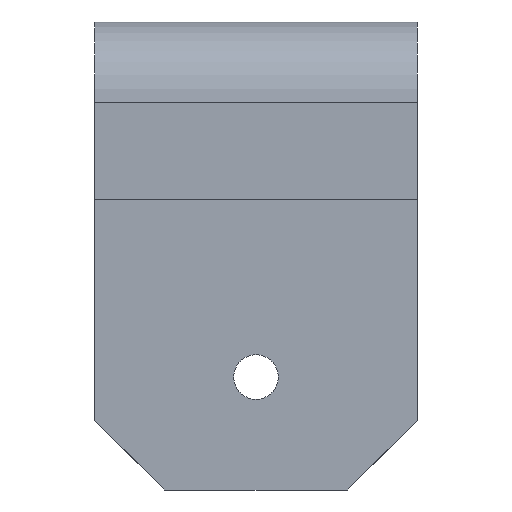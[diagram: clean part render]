
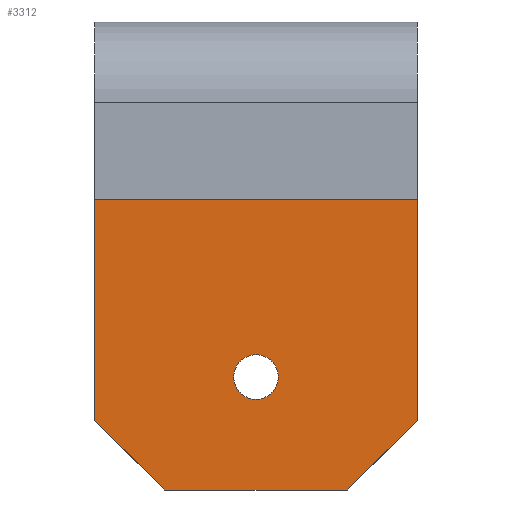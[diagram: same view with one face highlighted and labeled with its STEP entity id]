
A CAD part, front view. The second image highlights one B-rep face of the part: STEP entity #3312.
In plain terms, the highlighted planar face has unit normal (0, -1, 0).
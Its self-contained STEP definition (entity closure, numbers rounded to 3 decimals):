
#95 = LINE ( 'NONE', #3858, #2069 ) ;
#121 = EDGE_CURVE ( 'NONE', #960, #998, #95, .T. ) ;
#168 = DIRECTION ( 'NONE',  ( -1., 0., 0. ) ) ;
#173 = DIRECTION ( 'NONE',  ( 0., -1., 0. ) ) ;
#213 = AXIS2_PLACEMENT_3D ( 'NONE', #1665, #5455, #5896 ) ;
#300 = VERTEX_POINT ( 'NONE', #890 ) ;
#421 = LINE ( 'NONE', #3166, #3340 ) ;
#477 = EDGE_CURVE ( 'NONE', #5286, #1161, #421, .T. ) ;
#495 = VECTOR ( 'NONE', #2474, 1000. ) ;
#503 = ORIENTED_EDGE ( 'NONE', *, *, #3696, .T. ) ;
#540 = CARTESIAN_POINT ( 'NONE',  ( 17., -57., -64.5 ) ) ;
#657 = DIRECTION ( 'NONE',  ( 0., 0., 1. ) ) ;
#816 = DIRECTION ( 'NONE',  ( 0.707, 0., -0.707 ) ) ;
#890 = CARTESIAN_POINT ( 'NONE',  ( 0., -57., -39.35 ) ) ;
#960 = VERTEX_POINT ( 'NONE', #6004 ) ;
#998 = VERTEX_POINT ( 'NONE', #3381 ) ;
#1009 = CARTESIAN_POINT ( 'NONE',  ( -30., -57., -10.5 ) ) ;
#1048 = DIRECTION ( 'NONE',  ( 0.707, 0., 0.707 ) ) ;
#1161 = VERTEX_POINT ( 'NONE', #1783 ) ;
#1275 = CARTESIAN_POINT ( 'NONE',  ( 30., -57., -10.5 ) ) ;
#1317 = EDGE_CURVE ( 'NONE', #960, #4047, #2213, .T. ) ;
#1348 = CIRCLE ( 'NONE', #1967, 4.15 ) ;
#1457 = ORIENTED_EDGE ( 'NONE', *, *, #121, .T. ) ;
#1535 = VERTEX_POINT ( 'NONE', #5475 ) ;
#1584 = CIRCLE ( 'NONE', #3176, 4.15 ) ;
#1638 = EDGE_CURVE ( 'NONE', #300, #1535, #1348, .T. ) ;
#1665 = CARTESIAN_POINT ( 'NONE',  ( 30., -57., -10.5 ) ) ;
#1683 = CARTESIAN_POINT ( 'NONE',  ( 0., -57., -43.5 ) ) ;
#1783 = CARTESIAN_POINT ( 'NONE',  ( -17., -57., -64.5 ) ) ;
#1873 = VECTOR ( 'NONE', #168, 1000. ) ;
#1911 = EDGE_CURVE ( 'NONE', #6062, #1161, #4769, .T. ) ;
#1967 = AXIS2_PLACEMENT_3D ( 'NONE', #2547, #173, #657 ) ;
#2069 = VECTOR ( 'NONE', #5259, 1000. ) ;
#2111 = VECTOR ( 'NONE', #2241, 1000. ) ;
#2213 = LINE ( 'NONE', #1275, #2111 ) ;
#2241 = DIRECTION ( 'NONE',  ( 0., 0., -1. ) ) ;
#2474 = DIRECTION ( 'NONE',  ( 0., 0., -1. ) ) ;
#2515 = LINE ( 'NONE', #3976, #5913 ) ;
#2547 = CARTESIAN_POINT ( 'NONE',  ( 0., -57., -43.5 ) ) ;
#2619 = PLANE ( 'NONE',  #213 ) ;
#3166 = CARTESIAN_POINT ( 'NONE',  ( -17., -57., -64.5 ) ) ;
#3176 = AXIS2_PLACEMENT_3D ( 'NONE', #1683, #3678, #5546 ) ;
#3312 = ADVANCED_FACE ( 'NONE', ( #4537, #4027 ), #2619, .F. ) ;
#3340 = VECTOR ( 'NONE', #816, 1000. ) ;
#3381 = CARTESIAN_POINT ( 'NONE',  ( -30., -57., -10.5 ) ) ;
#3420 = ORIENTED_EDGE ( 'NONE', *, *, #3584, .F. ) ;
#3495 = LINE ( 'NONE', #1009, #495 ) ;
#3584 = EDGE_CURVE ( 'NONE', #1535, #300, #1584, .T. ) ;
#3678 = DIRECTION ( 'NONE',  ( 0., -1., 0. ) ) ;
#3696 = EDGE_CURVE ( 'NONE', #6062, #4047, #2515, .T. ) ;
#3804 = ORIENTED_EDGE ( 'NONE', *, *, #477, .T. ) ;
#3858 = CARTESIAN_POINT ( 'NONE',  ( 30., -57., -10.5 ) ) ;
#3976 = CARTESIAN_POINT ( 'NONE',  ( 17., -57., -64.5 ) ) ;
#4027 = FACE_OUTER_BOUND ( 'NONE', #4255, .T. ) ;
#4047 = VERTEX_POINT ( 'NONE', #4670 ) ;
#4052 = CARTESIAN_POINT ( 'NONE',  ( -30., -57., -51.5 ) ) ;
#4082 = EDGE_CURVE ( 'NONE', #998, #5286, #3495, .T. ) ;
#4183 = ORIENTED_EDGE ( 'NONE', *, *, #4082, .T. ) ;
#4247 = ORIENTED_EDGE ( 'NONE', *, *, #1638, .F. ) ;
#4255 = EDGE_LOOP ( 'NONE', ( #4183, #3804, #4718, #503, #5810, #1457 ) ) ;
#4374 = CARTESIAN_POINT ( 'NONE',  ( 30., -57., -64.5 ) ) ;
#4522 = EDGE_LOOP ( 'NONE', ( #4247, #3420 ) ) ;
#4537 = FACE_BOUND ( 'NONE', #4522, .T. ) ;
#4670 = CARTESIAN_POINT ( 'NONE',  ( 30., -57., -51.5 ) ) ;
#4718 = ORIENTED_EDGE ( 'NONE', *, *, #1911, .F. ) ;
#4769 = LINE ( 'NONE', #4374, #1873 ) ;
#5259 = DIRECTION ( 'NONE',  ( -1., 0., 0. ) ) ;
#5286 = VERTEX_POINT ( 'NONE', #4052 ) ;
#5455 = DIRECTION ( 'NONE',  ( 0., 1., 0. ) ) ;
#5475 = CARTESIAN_POINT ( 'NONE',  ( 0., -57., -47.65 ) ) ;
#5546 = DIRECTION ( 'NONE',  ( 0., 0., 1. ) ) ;
#5810 = ORIENTED_EDGE ( 'NONE', *, *, #1317, .F. ) ;
#5896 = DIRECTION ( 'NONE',  ( 0., 0., 1. ) ) ;
#5913 = VECTOR ( 'NONE', #1048, 1000. ) ;
#6004 = CARTESIAN_POINT ( 'NONE',  ( 30., -57., -10.5 ) ) ;
#6062 = VERTEX_POINT ( 'NONE', #540 ) ;
